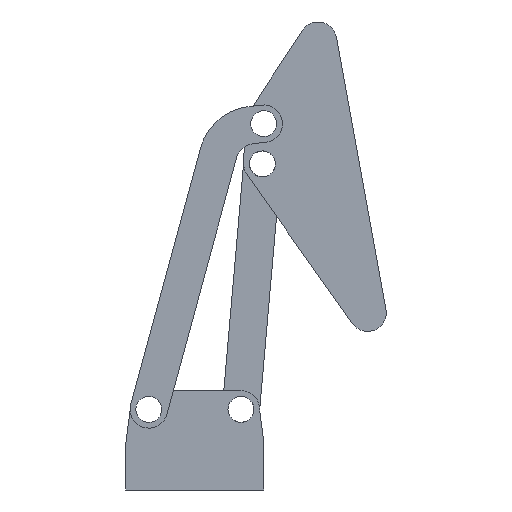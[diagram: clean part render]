
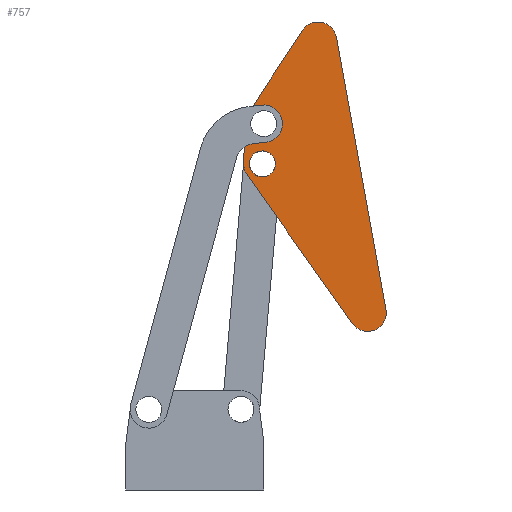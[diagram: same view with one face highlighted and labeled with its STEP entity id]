
A CAD part, front view. The second image highlights one B-rep face of the part: STEP entity #757.
In plain terms, the highlighted planar face has unit normal (0, -1, 0).
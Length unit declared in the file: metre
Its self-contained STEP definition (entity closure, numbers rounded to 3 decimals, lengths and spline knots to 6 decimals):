
#39=PLANE('',#863);
#60=LINE('',#1177,#120);
#64=LINE('',#1189,#124);
#68=LINE('',#1201,#128);
#72=LINE('',#1218,#132);
#120=VECTOR('',#940,1.);
#124=VECTOR('',#952,1.);
#128=VECTOR('',#964,1.);
#132=VECTOR('',#982,1.);
#224=ORIENTED_EDGE('',*,*,#378,.T.);
#225=ORIENTED_EDGE('',*,*,#382,.F.);
#226=ORIENTED_EDGE('',*,*,#385,.T.);
#227=ORIENTED_EDGE('',*,*,#388,.F.);
#228=ORIENTED_EDGE('',*,*,#391,.T.);
#229=ORIENTED_EDGE('',*,*,#394,.F.);
#230=ORIENTED_EDGE('',*,*,#397,.T.);
#231=ORIENTED_EDGE('',*,*,#402,.T.);
#232=ORIENTED_EDGE('',*,*,#401,.F.);
#233=ORIENTED_EDGE('',*,*,#405,.F.);
#378=EDGE_CURVE('',#478,#479,#550,.T.);
#382=EDGE_CURVE('',#482,#479,#60,.T.);
#385=EDGE_CURVE('',#482,#484,#552,.T.);
#388=EDGE_CURVE('',#486,#484,#64,.T.);
#391=EDGE_CURVE('',#486,#488,#554,.T.);
#394=EDGE_CURVE('',#490,#488,#68,.T.);
#397=EDGE_CURVE('',#490,#492,#556,.T.);
#401=EDGE_CURVE('',#495,#495,#559,.T.);
#402=EDGE_CURVE('',#492,#478,#72,.T.);
#405=EDGE_CURVE('',#497,#497,#561,.T.);
#478=VERTEX_POINT('',#1169);
#479=VERTEX_POINT('',#1170);
#482=VERTEX_POINT('',#1178);
#484=VERTEX_POINT('',#1184);
#486=VERTEX_POINT('',#1190);
#488=VERTEX_POINT('',#1196);
#490=VERTEX_POINT('',#1202);
#492=VERTEX_POINT('',#1208);
#495=VERTEX_POINT('',#1216);
#497=VERTEX_POINT('',#1224);
#550=CIRCLE('',#841,0.020638);
#552=CIRCLE('',#845,0.020638);
#554=CIRCLE('',#849,0.020638);
#556=CIRCLE('',#853,0.020638);
#559=CIRCLE('',#857,0.014288);
#561=CIRCLE('',#861,0.014288);
#605=EDGE_LOOP('',(#224,#225,#226,#227,#228,#229,#230,#231));
#606=EDGE_LOOP('',(#232));
#607=EDGE_LOOP('',(#233));
#673=FACE_BOUND('',#605,.T.);
#674=FACE_BOUND('',#606,.T.);
#675=FACE_BOUND('',#607,.T.);
#757=ADVANCED_FACE('',(#673,#674,#675),#39,.T.);
#841=AXIS2_PLACEMENT_3D('',#1168,#932,#933);
#845=AXIS2_PLACEMENT_3D('',#1183,#945,#946);
#849=AXIS2_PLACEMENT_3D('',#1195,#957,#958);
#853=AXIS2_PLACEMENT_3D('',#1207,#969,#970);
#857=AXIS2_PLACEMENT_3D('',#1215,#978,#979);
#861=AXIS2_PLACEMENT_3D('',#1223,#988,#989);
#863=AXIS2_PLACEMENT_3D('',#1226,#992,#993);
#932=DIRECTION('',(0.,-1.,0.));
#933=DIRECTION('',(0.,0.,-1.));
#940=DIRECTION('',(0.689,0.,0.725));
#945=DIRECTION('',(0.,-1.,0.));
#946=DIRECTION('',(0.,0.,-1.));
#952=DIRECTION('',(0.213,0.,0.977));
#957=DIRECTION('',(0.,-1.,0.));
#958=DIRECTION('',(0.,0.,-1.));
#964=DIRECTION('',(-0.422,0.,0.907));
#969=DIRECTION('',(0.,-1.,0.));
#970=DIRECTION('',(0.,0.,-1.));
#978=DIRECTION('',(0.,-1.,0.));
#979=DIRECTION('',(0.,0.,-1.));
#982=DIRECTION('',(0.,0.,1.));
#988=DIRECTION('',(0.,-1.,0.));
#989=DIRECTION('',(0.,0.,-1.));
#992=DIRECTION('',(0.,-1.,0.));
#993=DIRECTION('',(1.,0.,0.));
#1168=CARTESIAN_POINT('',(0.363965,-0.00635,0.4826));
#1169=CARTESIAN_POINT('',(0.384603,-0.00635,0.4826));
#1170=CARTESIAN_POINT('',(0.348999,-0.00635,0.49681));
#1177=CARTESIAN_POINT('',(0.311366,-0.00635,0.457174));
#1178=CARTESIAN_POINT('',(0.273734,-0.00635,0.417538));
#1183=CARTESIAN_POINT('',(0.2887,-0.00635,0.403328));
#1184=CARTESIAN_POINT('',(0.268536,-0.00635,0.407724));
#1189=CARTESIAN_POINT('',(0.263816,-0.00635,0.386072));
#1190=CARTESIAN_POINT('',(0.259096,-0.00635,0.364421));
#1195=CARTESIAN_POINT('',(0.27926,-0.00635,0.360025));
#1196=CARTESIAN_POINT('',(0.260546,-0.00635,0.351326));
#1201=CARTESIAN_POINT('',(0.302898,-0.00635,0.260214));
#1202=CARTESIAN_POINT('',(0.345251,-0.00635,0.169101));
#1207=CARTESIAN_POINT('',(0.363965,-0.00635,0.1778));
#1208=CARTESIAN_POINT('',(0.384603,-0.00635,0.1778));
#1215=CARTESIAN_POINT('',(0.2887,-0.00635,0.403328));
#1216=CARTESIAN_POINT('',(0.2887,-0.00635,0.389041));
#1218=CARTESIAN_POINT('',(0.384603,-0.00635,0.3302));
#1223=CARTESIAN_POINT('',(0.27926,-0.00635,0.360025));
#1224=CARTESIAN_POINT('',(0.27926,-0.00635,0.345738));
#1226=CARTESIAN_POINT('',(0.321613,-0.00635,0.3302));
